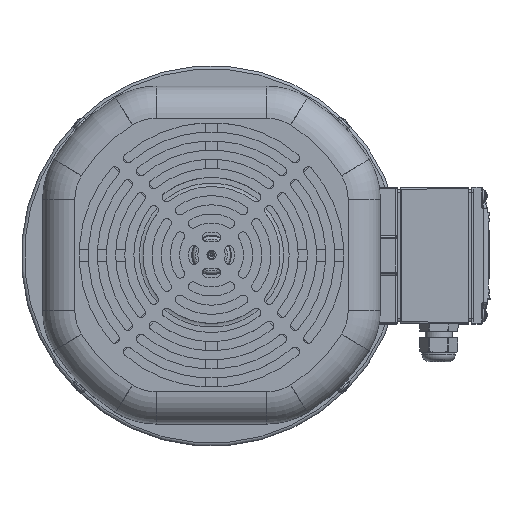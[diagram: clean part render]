
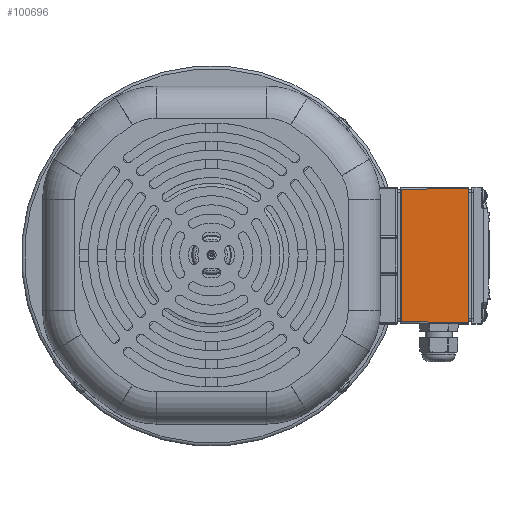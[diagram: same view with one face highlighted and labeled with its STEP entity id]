
A CAD part, top view. The second image highlights one B-rep face of the part: STEP entity #100696.
In plain terms, the highlighted face is planar.
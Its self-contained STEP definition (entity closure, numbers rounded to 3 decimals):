
#100550=CARTESIAN_POINT('',(-43.5,0.,-44.5));
#100551=VERTEX_POINT('',#100550);
#100559=CARTESIAN_POINT('',(43.5,0.,-44.5));
#100560=VERTEX_POINT('',#100559);
#100561=CARTESIAN_POINT('',(-43.5,0.,-44.5));
#100562=DIRECTION('',(1.0,0.0,0.0));
#100563=VECTOR('',#100562,87.);
#100564=LINE('',#100561,#100563);
#100565=EDGE_CURVE('',#100551,#100560,#100564,.T.);
#100653=CARTESIAN_POINT('',(44.,45.,-45.0));
#100654=VERTEX_POINT('',#100653);
#100664=CARTESIAN_POINT('',(43.5,0.,-44.5));
#100665=DIRECTION('',(0.011,1.,-0.011));
#100666=VECTOR('',#100665,45.006);
#100667=LINE('',#100664,#100666);
#100668=EDGE_CURVE('',#100560,#100654,#100667,.T.);
#100673=CARTESIAN_POINT('',(0.0,0.,-44.5));
#100674=DIRECTION('',(0.0,-0.011,-1.));
#100675=DIRECTION('',(-1.0,0.0,0.0));
#100676=AXIS2_PLACEMENT_3D('',#100673,#100674,#100675);
#100677=PLANE('',#100676);
#100678=ORIENTED_EDGE('',*,*,#100668,.F.);
#100679=ORIENTED_EDGE('',*,*,#100565,.F.);
#100680=CARTESIAN_POINT('',(-44.,45.,-45.0));
#100681=VERTEX_POINT('',#100680);
#100682=CARTESIAN_POINT('',(-44.,45.,-45.));
#100683=DIRECTION('',(0.011,-1.,0.011));
#100684=VECTOR('',#100683,45.006);
#100685=LINE('',#100682,#100684);
#100686=EDGE_CURVE('',#100681,#100551,#100685,.T.);
#100687=ORIENTED_EDGE('',*,*,#100686,.F.);
#100688=CARTESIAN_POINT('',(44.,45.,-45.0));
#100689=DIRECTION('',(-1.0,0.0,0.0));
#100690=VECTOR('',#100689,88.);
#100691=LINE('',#100688,#100690);
#100692=EDGE_CURVE('',#100654,#100681,#100691,.T.);
#100693=ORIENTED_EDGE('',*,*,#100692,.F.);
#100694=EDGE_LOOP('',(#100678,#100679,#100687,#100693));
#100695=FACE_OUTER_BOUND('',#100694,.T.);
#100696=ADVANCED_FACE('',(#100695),#100677,.T.);
